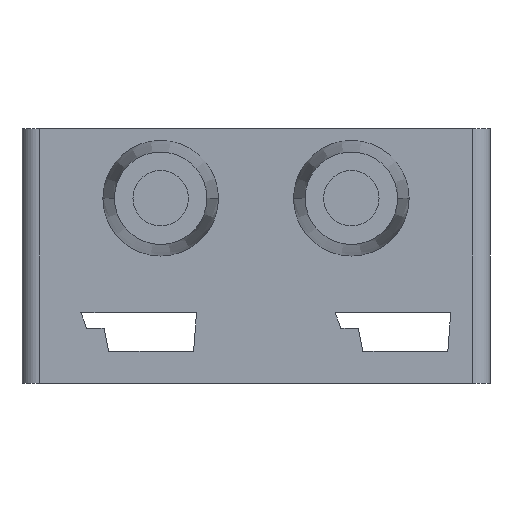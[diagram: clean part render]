
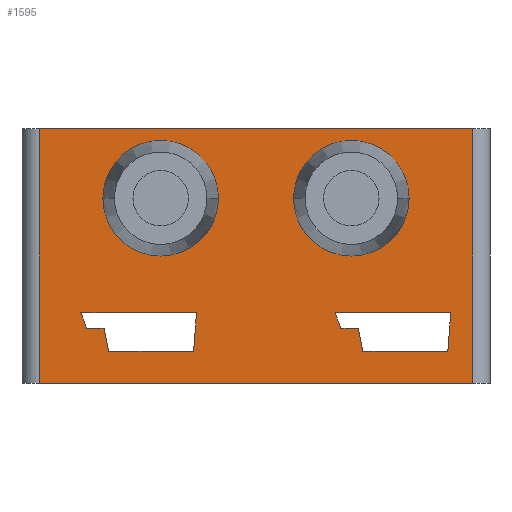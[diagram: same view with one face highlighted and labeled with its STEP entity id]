
A CAD part, left-side view. The second image highlights one B-rep face of the part: STEP entity #1595.
In plain terms, the highlighted planar face has unit normal (-1, 0, 0).
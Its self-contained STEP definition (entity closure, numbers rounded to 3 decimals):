
#85=DIRECTION('',(0.,-1.,0.));
#86=VECTOR('',#85,37.5);
#87=CARTESIAN_POINT('',(0.,39.,0.));
#88=LINE('',#87,#86);
#198=DIRECTION('',(0.,0.,-1.));
#199=VECTOR('',#198,22.);
#200=CARTESIAN_POINT('',(0.,39.,22.));
#201=LINE('',#200,#199);
#202=DIRECTION('',(0.,0.,-1.));
#203=VECTOR('',#202,22.);
#204=CARTESIAN_POINT('',(0.,1.5,22.));
#205=LINE('',#204,#203);
#206=CARTESIAN_POINT('',(0.,28.5,16.));
#207=DIRECTION('',(1.,0.,0.));
#208=DIRECTION('',(0.,1.,0.));
#209=AXIS2_PLACEMENT_3D('',#206,#207,#208);
#211=CARTESIAN_POINT('',(0.,28.5,16.));
#212=DIRECTION('',(1.,0.,0.));
#213=DIRECTION('',(0.,-1.,0.));
#214=AXIS2_PLACEMENT_3D('',#211,#212,#213);
#216=DIRECTION('',(0.,-1.,0.));
#217=VECTOR('',#216,1.5);
#218=CARTESIAN_POINT('',(0.,34.9,4.75));
#219=LINE('',#218,#217);
#220=DIRECTION('',(0.,-0.196,-0.981));
#221=VECTOR('',#220,2.04);
#222=CARTESIAN_POINT('',(0.,33.4,4.75));
#223=LINE('',#222,#221);
#224=DIRECTION('',(0.,-1.,0.));
#225=VECTOR('',#224,7.35);
#226=CARTESIAN_POINT('',(0.,33.,2.75));
#227=LINE('',#226,#225);
#228=DIRECTION('',(0.,-0.075,0.997));
#229=VECTOR('',#228,3.339);
#230=CARTESIAN_POINT('',(0.,25.65,2.75));
#231=LINE('',#230,#229);
#232=DIRECTION('',(0.,1.,0.));
#233=VECTOR('',#232,10.);
#234=CARTESIAN_POINT('',(0.,25.4,6.08));
#235=LINE('',#234,#233);
#236=DIRECTION('',(0.,-0.352,-0.936));
#237=VECTOR('',#236,1.421);
#238=CARTESIAN_POINT('',(0.,35.4,6.08));
#239=LINE('',#238,#237);
#240=DIRECTION('',(0.,-1.,0.));
#241=VECTOR('',#240,1.5);
#242=CARTESIAN_POINT('',(0.,12.9,4.75));
#243=LINE('',#242,#241);
#244=DIRECTION('',(0.,-0.196,-0.981));
#245=VECTOR('',#244,2.04);
#246=CARTESIAN_POINT('',(0.,11.4,4.75));
#247=LINE('',#246,#245);
#248=DIRECTION('',(0.,-1.,0.));
#249=VECTOR('',#248,7.35);
#250=CARTESIAN_POINT('',(0.,11.,2.75));
#251=LINE('',#250,#249);
#252=DIRECTION('',(0.,-0.075,0.997));
#253=VECTOR('',#252,3.339);
#254=CARTESIAN_POINT('',(0.,3.65,2.75));
#255=LINE('',#254,#253);
#256=DIRECTION('',(0.,1.,0.));
#257=VECTOR('',#256,10.);
#258=CARTESIAN_POINT('',(0.,3.4,6.08));
#259=LINE('',#258,#257);
#260=DIRECTION('',(0.,-0.352,-0.936));
#261=VECTOR('',#260,1.421);
#262=CARTESIAN_POINT('',(0.,13.4,6.08));
#263=LINE('',#262,#261);
#264=CARTESIAN_POINT('',(0.,12.,16.));
#265=DIRECTION('',(-1.,0.,0.));
#266=DIRECTION('',(0.,-1.,0.));
#267=AXIS2_PLACEMENT_3D('',#264,#265,#266);
#269=CARTESIAN_POINT('',(0.,12.,16.));
#270=DIRECTION('',(-1.,0.,0.));
#271=DIRECTION('',(0.,1.,0.));
#272=AXIS2_PLACEMENT_3D('',#269,#270,#271);
#306=DIRECTION('',(0.,-1.,0.));
#307=VECTOR('',#306,37.5);
#308=CARTESIAN_POINT('',(0.,39.,22.));
#309=LINE('',#308,#307);
#1122=CARTESIAN_POINT('',(0.,39.,0.));
#1124=VERTEX_POINT('',#1122);
#1128=CARTESIAN_POINT('',(0.,39.,22.));
#1129=VERTEX_POINT('',#1128);
#1147=CARTESIAN_POINT('',(0.,1.5,0.));
#1149=VERTEX_POINT('',#1147);
#1150=CARTESIAN_POINT('',(0.,1.5,22.));
#1151=VERTEX_POINT('',#1150);
#1158=CARTESIAN_POINT('',(0.,33.5,16.));
#1159=CARTESIAN_POINT('',(0.,23.5,16.));
#1160=VERTEX_POINT('',#1158);
#1161=VERTEX_POINT('',#1159);
#1182=CARTESIAN_POINT('',(0.,34.9,4.75));
#1183=CARTESIAN_POINT('',(0.,33.4,4.75));
#1184=VERTEX_POINT('',#1182);
#1185=VERTEX_POINT('',#1183);
#1186=CARTESIAN_POINT('',(0.,33.,2.75));
#1187=VERTEX_POINT('',#1186);
#1188=CARTESIAN_POINT('',(0.,25.65,2.75));
#1189=VERTEX_POINT('',#1188);
#1190=CARTESIAN_POINT('',(0.,25.4,6.08));
#1191=VERTEX_POINT('',#1190);
#1192=CARTESIAN_POINT('',(0.,35.4,6.08));
#1193=VERTEX_POINT('',#1192);
#1206=CARTESIAN_POINT('',(0.,12.9,4.75));
#1207=CARTESIAN_POINT('',(0.,11.4,4.75));
#1208=VERTEX_POINT('',#1206);
#1209=VERTEX_POINT('',#1207);
#1210=CARTESIAN_POINT('',(0.,11.,2.75));
#1211=VERTEX_POINT('',#1210);
#1212=CARTESIAN_POINT('',(0.,3.65,2.75));
#1213=VERTEX_POINT('',#1212);
#1214=CARTESIAN_POINT('',(0.,3.4,6.08));
#1215=VERTEX_POINT('',#1214);
#1216=CARTESIAN_POINT('',(0.,13.4,6.08));
#1217=VERTEX_POINT('',#1216);
#1226=CARTESIAN_POINT('',(0.,7.,16.));
#1227=CARTESIAN_POINT('',(0.,17.,16.));
#1228=VERTEX_POINT('',#1226);
#1229=VERTEX_POINT('',#1227);
#1543=CARTESIAN_POINT('',(0.,40.5,0.));
#1544=DIRECTION('',(-1.,0.,0.));
#1545=DIRECTION('',(0.,-1.,0.));
#1546=AXIS2_PLACEMENT_3D('',#1543,#1544,#1545);
#1547=PLANE('',#1546);
#1548=ORIENTED_EDGE('',*,*,#1377,.F.);
#1550=ORIENTED_EDGE('',*,*,#1549,.T.);
#1551=ORIENTED_EDGE('',*,*,#1528,.T.);
#1552=ORIENTED_EDGE('',*,*,#1337,.F.);
#1553=EDGE_LOOP('',(#1548,#1550,#1551,#1552));
#1554=FACE_OUTER_BOUND('',#1553,.F.);
#1556=ORIENTED_EDGE('',*,*,#1555,.F.);
#1558=ORIENTED_EDGE('',*,*,#1557,.F.);
#1559=EDGE_LOOP('',(#1556,#1558));
#1560=FACE_BOUND('',#1559,.F.);
#1562=ORIENTED_EDGE('',*,*,#1561,.T.);
#1564=ORIENTED_EDGE('',*,*,#1563,.T.);
#1566=ORIENTED_EDGE('',*,*,#1565,.T.);
#1568=ORIENTED_EDGE('',*,*,#1567,.T.);
#1570=ORIENTED_EDGE('',*,*,#1569,.T.);
#1572=ORIENTED_EDGE('',*,*,#1571,.T.);
#1573=EDGE_LOOP('',(#1562,#1564,#1566,#1568,#1570,#1572));
#1574=FACE_BOUND('',#1573,.F.);
#1576=ORIENTED_EDGE('',*,*,#1575,.T.);
#1578=ORIENTED_EDGE('',*,*,#1577,.T.);
#1580=ORIENTED_EDGE('',*,*,#1579,.T.);
#1582=ORIENTED_EDGE('',*,*,#1581,.T.);
#1584=ORIENTED_EDGE('',*,*,#1583,.T.);
#1586=ORIENTED_EDGE('',*,*,#1585,.T.);
#1587=EDGE_LOOP('',(#1576,#1578,#1580,#1582,#1584,#1586));
#1588=FACE_BOUND('',#1587,.F.);
#1590=ORIENTED_EDGE('',*,*,#1589,.T.);
#1592=ORIENTED_EDGE('',*,*,#1591,.T.);
#1593=EDGE_LOOP('',(#1590,#1592));
#1594=FACE_BOUND('',#1593,.F.);
#1595=ADVANCED_FACE('',(#1554,#1560,#1574,#1588,#1594),#1547,.T.);
#210=CIRCLE('',#209,5.);
#215=CIRCLE('',#214,5.);
#268=CIRCLE('',#267,5.);
#273=CIRCLE('',#272,5.);
#1337=EDGE_CURVE('',#1124,#1149,#88,.T.);
#1377=EDGE_CURVE('',#1129,#1124,#201,.T.);
#1528=EDGE_CURVE('',#1151,#1149,#205,.T.);
#1549=EDGE_CURVE('',#1129,#1151,#309,.T.);
#1555=EDGE_CURVE('',#1160,#1161,#210,.T.);
#1557=EDGE_CURVE('',#1161,#1160,#215,.T.);
#1561=EDGE_CURVE('',#1184,#1185,#219,.T.);
#1563=EDGE_CURVE('',#1185,#1187,#223,.T.);
#1565=EDGE_CURVE('',#1187,#1189,#227,.T.);
#1567=EDGE_CURVE('',#1189,#1191,#231,.T.);
#1569=EDGE_CURVE('',#1191,#1193,#235,.T.);
#1571=EDGE_CURVE('',#1193,#1184,#239,.T.);
#1575=EDGE_CURVE('',#1208,#1209,#243,.T.);
#1577=EDGE_CURVE('',#1209,#1211,#247,.T.);
#1579=EDGE_CURVE('',#1211,#1213,#251,.T.);
#1581=EDGE_CURVE('',#1213,#1215,#255,.T.);
#1583=EDGE_CURVE('',#1215,#1217,#259,.T.);
#1585=EDGE_CURVE('',#1217,#1208,#263,.T.);
#1589=EDGE_CURVE('',#1228,#1229,#268,.T.);
#1591=EDGE_CURVE('',#1229,#1228,#273,.T.);
